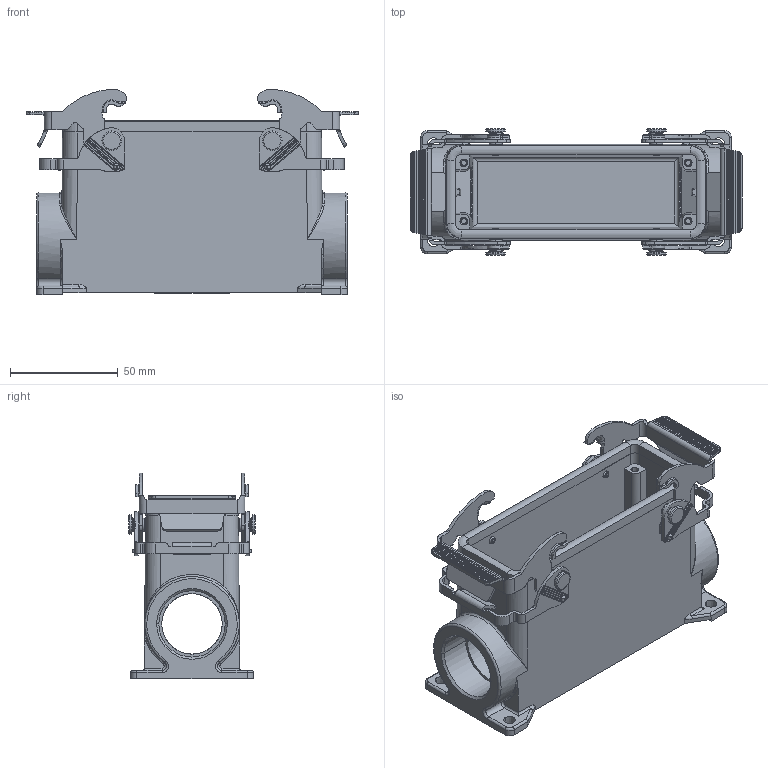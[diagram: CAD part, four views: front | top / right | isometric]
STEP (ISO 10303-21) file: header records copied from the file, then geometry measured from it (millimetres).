
FILE_DESCRIPTION(('Creo Elements/Direct Modeling STEP Export'),'2;1');
FILE_NAME('37jbk2e5kpnjbr33044','2022-09-19T15:13:30',(''),(''),'Creo Elements/Direct Modeling STEP processor for AP214 (Solid Model)','Creo Elements/Direct Modeling 20.1B 02-Apr-2019 (C) Parametric Technology GmbH','');
FILE_SCHEMA(('AUTOMOTIVE_DESIGN { 1 0 10303 214 1 1 1 1 }'));
Products named in the file (2): MVAPR 24.32
Assembly tree (1 placements, depth 2):
  MVAPR 24.32
    MVAPR 24.32
Bounding box: 153.83 x 58.47 x 95.4 mm (x, y, z)
Volume: 164308.9 mm3; surface area: 84255.9 mm2
Topology: 1 solids, 3 shells, 1140 faces, 3127 edges, 2010 vertices
Faces by surface type: plane 582, cylinder 378, torus 86, cone 52, bspline 42
Entity records: 55087 total; most frequent: CARTESIAN_POINT 17729, ORIENTED_EDGE 6230, DIRECTION 5640, EDGE_CURVE 3115, VERTEX_POINT 2010, AXIS2_PLACEMENT_3D 1985, VECTOR 1670, LINE 1670
